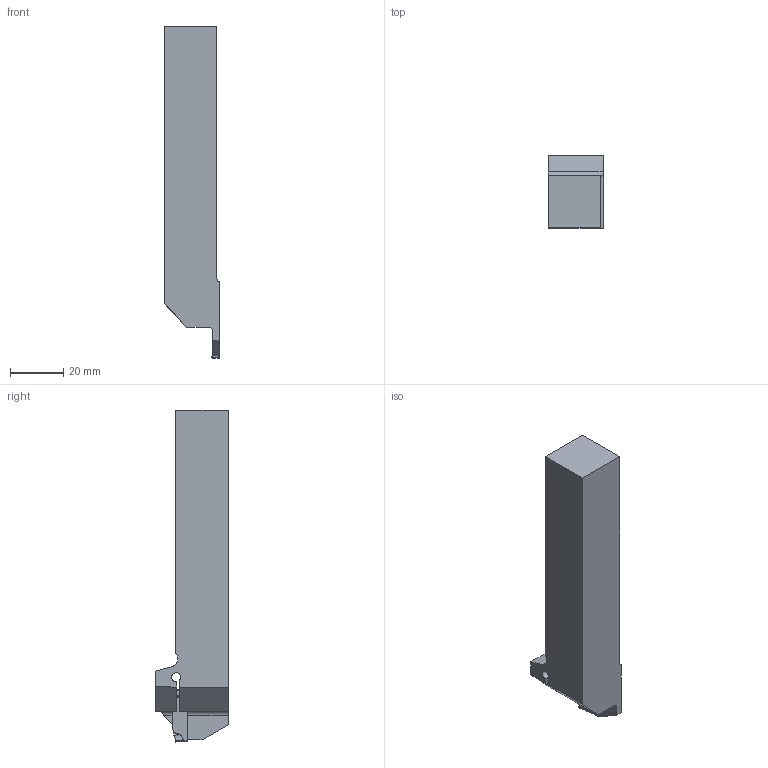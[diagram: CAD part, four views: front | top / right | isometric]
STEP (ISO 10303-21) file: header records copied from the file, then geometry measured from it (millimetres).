
FILE_DESCRIPTION(/* description */ (''),/* implementation_level */ '2;1');
FILE_NAME(/* name */ 'TOOLASSEMBLY_1.STP',/* time_stamp */ '2022-09-08T09:25:38+02:00',/* author */ (''),/* organization */ ('SMS'),/* preprocessor_version */ 'ST-DEVELOPER v16.7',/* originating_system */ 'SIEMENS PLM Software NX 12.0',/* authorisation */ '');
FILE_SCHEMA (('AUTOMOTIVE_DESIGN { 1 0 10303 214 3 1 1 1 }'));
Length unit declared in the file: millimetre
Products named in the file (4): ASSEMBLY_CONSTRUCTION; CUT_20220908092445; NOCUT_20220908092409; TOOLASSEMBLY_1
Assembly tree (3 placements, depth 2):
  TOOLASSEMBLY_1
    NOCUT_20220908092409
    CUT_20220908092445
    ASSEMBLY_CONSTRUCTION
Bounding box: 21.04 x 27.4 x 125 mm (x, y, z)
Volume: 46479.1 mm3; surface area: 11341.5 mm2
Topology: 2 solids, 2 shells, 106 faces, 277 edges, 179 vertices
Faces by surface type: plane 52, bspline 32, cylinder 22
Entity records: 4399 total; most frequent: CARTESIAN_POINT 1895, ORIENTED_EDGE 552, DIRECTION 422, EDGE_CURVE 276, VERTEX_POINT 174, LINE 152, VECTOR 152, AXIS2_PLACEMENT_3D 135
